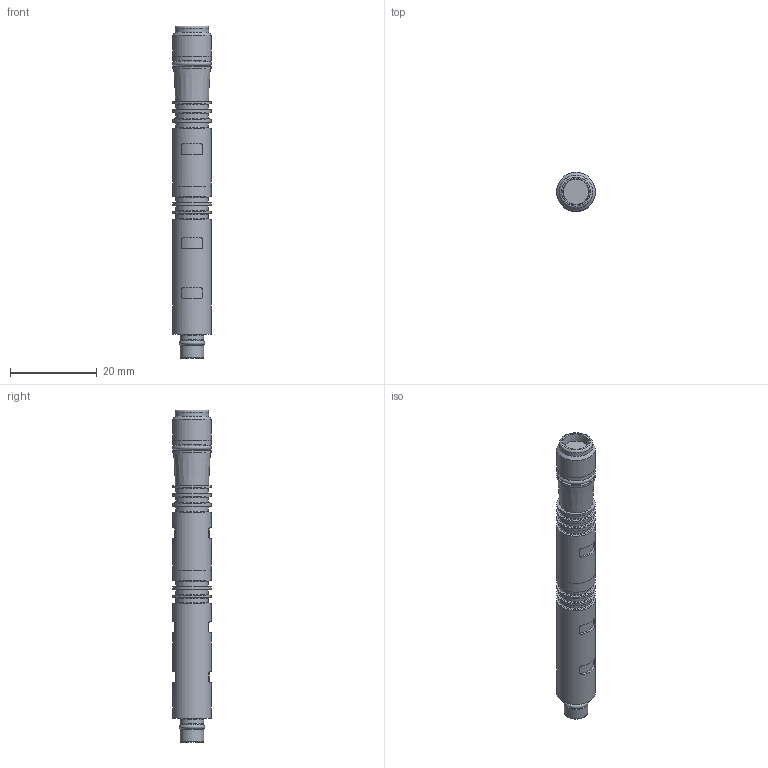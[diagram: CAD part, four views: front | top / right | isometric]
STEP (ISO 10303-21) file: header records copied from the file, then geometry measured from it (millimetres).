
FILE_DESCRIPTION( ( 'Unknown' ), '1' );
FILE_NAME( 'ISM-0106895.stp', 'Unknown', ( 'Unknown' ), ( 'Unknown' ), 'PSStep 14.0', 'Unknown', ' ' );
FILE_SCHEMA( ( 'AUTOMOTIVE_DESIGN { 1 0 10303 214 1 1 1 1 }' ) );
Length unit declared in the file: millimetre
Products named in the file (2): Assem1; ISM-0106895_2
Assembly tree (1 placements, depth 2):
  Assem1
    ISM-0106895_2
Bounding box: 9 x 9 x 76.75 mm (x, y, z)
Volume: 4246.7 mm3; surface area: 2551.5 mm2
Topology: 1 solids, 1 shells, 125 faces, 281 edges, 186 vertices
Faces by surface type: cylinder 54, plane 49, torus 17, cone 5
Full cylindrical faces by diameter (mm): 4.791 x2, 5.5 x2, 7.55 x8, 7.7 x1, 8.9 x5, 8.95 x3, 9 x3
Entity records: 4861 total; most frequent: CARTESIAN_POINT 839, DIRECTION 514, ORIENTED_EDGE 428, PRESENTATION_STYLE_ASSIGNMENT 251, COLOUR_RGB 251, AXIS2_PLACEMENT_3D 221, EDGE_CURVE 214, EDGE_LOOP 200
